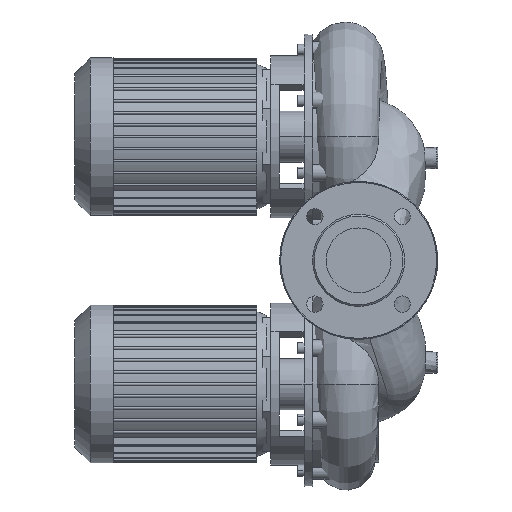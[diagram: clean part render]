
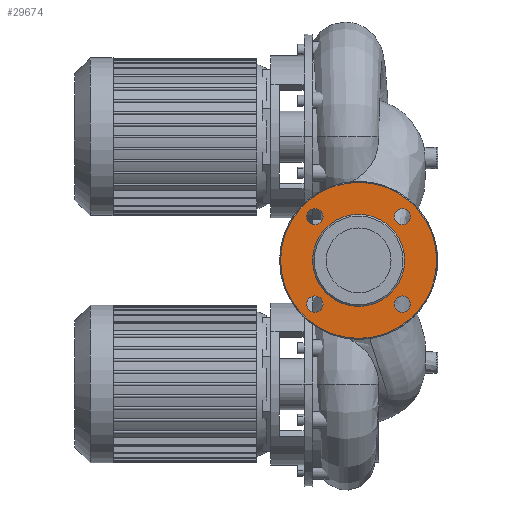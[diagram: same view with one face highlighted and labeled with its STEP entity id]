
A CAD part, left-side view. The second image highlights one B-rep face of the part: STEP entity #29674.
In plain terms, the highlighted free-form (B-spline) face has degree [1, 1] with [2, 2] control points.
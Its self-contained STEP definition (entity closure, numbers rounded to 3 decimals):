
#29053=CARTESIAN_POINT('',(2.,0.,-91.5));
#29054=VERTEX_POINT('',#29053);
#29070=CARTESIAN_POINT('',(2.,0.,91.5));
#29071=VERTEX_POINT('',#29070);
#29079=CARTESIAN_POINT('',(2.,-91.5,0.0));
#29080=VERTEX_POINT('',#29079);
#29081=CARTESIAN_POINT('',(2.,0.,0.0));
#29082=DIRECTION('',(-1.0,0.0,0.0));
#29083=DIRECTION('',(0.0,-1.0,0.0));
#29084=AXIS2_PLACEMENT_3D('',#29081,#29082,#29083);
#29085=CIRCLE('',#29084,91.5);
#29086=EDGE_CURVE('',#29080,#29071,#29085,.T.);
#29088=CARTESIAN_POINT('',(2.,0.,0.0));
#29089=DIRECTION('',(-1.0,0.0,0.0));
#29090=DIRECTION('',(0.0,-1.0,0.0));
#29091=AXIS2_PLACEMENT_3D('',#29088,#29089,#29090);
#29092=CIRCLE('',#29091,91.5);
#29093=EDGE_CURVE('',#29054,#29080,#29092,.T.);
#29124=CARTESIAN_POINT('',(2.,-54.,0.0));
#29125=VERTEX_POINT('',#29124);
#29134=CARTESIAN_POINT('',(2.,54.,0.));
#29135=VERTEX_POINT('',#29134);
#29136=CARTESIAN_POINT('',(2.,0.,0.0));
#29137=DIRECTION('',(-1.0,0.0,0.0));
#29138=DIRECTION('',(0.0,-1.0,0.0));
#29139=AXIS2_PLACEMENT_3D('',#29136,#29137,#29138);
#29140=CIRCLE('',#29139,54.);
#29141=EDGE_CURVE('',#29125,#29135,#29140,.T.);
#29187=CARTESIAN_POINT('',(2.,-51.265,41.765));
#29188=VERTEX_POINT('',#29187);
#29197=CARTESIAN_POINT('',(2.,-51.265,60.765));
#29198=VERTEX_POINT('',#29197);
#29199=CARTESIAN_POINT('',(2.,-51.265,51.265));
#29200=DIRECTION('',(-1.0,0.0,0.0));
#29201=DIRECTION('',(0.0,0.0,-1.0));
#29202=AXIS2_PLACEMENT_3D('',#29199,#29200,#29201);
#29203=CIRCLE('',#29202,9.5);
#29204=EDGE_CURVE('',#29188,#29198,#29203,.T.);
#29250=CARTESIAN_POINT('',(2.,41.765,51.265));
#29251=VERTEX_POINT('',#29250);
#29260=CARTESIAN_POINT('',(2.,60.765,51.265));
#29261=VERTEX_POINT('',#29260);
#29262=CARTESIAN_POINT('',(2.,51.265,51.265));
#29263=DIRECTION('',(-1.0,0.0,0.0));
#29264=DIRECTION('',(0.0,-1.0,0.0));
#29265=AXIS2_PLACEMENT_3D('',#29262,#29263,#29264);
#29266=CIRCLE('',#29265,9.5);
#29267=EDGE_CURVE('',#29251,#29261,#29266,.T.);
#29313=CARTESIAN_POINT('',(2.,51.265,-41.765));
#29314=VERTEX_POINT('',#29313);
#29323=CARTESIAN_POINT('',(2.,51.265,-60.765));
#29324=VERTEX_POINT('',#29323);
#29325=CARTESIAN_POINT('',(2.,51.265,-51.265));
#29326=DIRECTION('',(-1.0,0.0,0.0));
#29327=DIRECTION('',(0.0,0.0,1.0));
#29328=AXIS2_PLACEMENT_3D('',#29325,#29326,#29327);
#29329=CIRCLE('',#29328,9.5);
#29330=EDGE_CURVE('',#29314,#29324,#29329,.T.);
#29376=CARTESIAN_POINT('',(2.,-41.765,-51.265));
#29377=VERTEX_POINT('',#29376);
#29386=CARTESIAN_POINT('',(2.,-60.765,-51.265));
#29387=VERTEX_POINT('',#29386);
#29388=CARTESIAN_POINT('',(2.,-51.265,-51.265));
#29389=DIRECTION('',(-1.0,0.0,0.0));
#29390=DIRECTION('',(0.0,1.0,0.0));
#29391=AXIS2_PLACEMENT_3D('',#29388,#29389,#29390);
#29392=CIRCLE('',#29391,9.5);
#29393=EDGE_CURVE('',#29377,#29387,#29392,.T.);
#29448=CARTESIAN_POINT('',(2.,-51.265,-51.265));
#29449=DIRECTION('',(-1.0,0.0,0.0));
#29450=DIRECTION('',(0.0,1.0,0.0));
#29451=AXIS2_PLACEMENT_3D('',#29448,#29449,#29450);
#29452=CIRCLE('',#29451,9.5);
#29453=EDGE_CURVE('',#29387,#29377,#29452,.T.);
#29493=CARTESIAN_POINT('',(2.,51.265,-51.265));
#29494=DIRECTION('',(-1.0,0.0,0.0));
#29495=DIRECTION('',(0.0,0.0,1.0));
#29496=AXIS2_PLACEMENT_3D('',#29493,#29494,#29495);
#29497=CIRCLE('',#29496,9.5);
#29498=EDGE_CURVE('',#29324,#29314,#29497,.T.);
#29538=CARTESIAN_POINT('',(2.,51.265,51.265));
#29539=DIRECTION('',(-1.0,0.0,0.0));
#29540=DIRECTION('',(0.0,-1.0,0.0));
#29541=AXIS2_PLACEMENT_3D('',#29538,#29539,#29540);
#29542=CIRCLE('',#29541,9.5);
#29543=EDGE_CURVE('',#29261,#29251,#29542,.T.);
#29583=CARTESIAN_POINT('',(2.,-51.265,51.265));
#29584=DIRECTION('',(-1.0,0.0,0.0));
#29585=DIRECTION('',(0.0,0.0,-1.0));
#29586=AXIS2_PLACEMENT_3D('',#29583,#29584,#29585);
#29587=CIRCLE('',#29586,9.5);
#29588=EDGE_CURVE('',#29198,#29188,#29587,.T.);
#29628=CARTESIAN_POINT('',(2.,0.,0.0));
#29629=DIRECTION('',(-1.0,0.0,0.0));
#29630=DIRECTION('',(0.0,-1.0,0.0));
#29631=AXIS2_PLACEMENT_3D('',#29628,#29629,#29630);
#29632=CIRCLE('',#29631,54.);
#29633=EDGE_CURVE('',#29135,#29125,#29632,.T.);
#29638=CARTESIAN_POINT('',(2.,-91.5,-91.5));
#29639=CARTESIAN_POINT('',(2.,-91.5,91.5));
#29640=CARTESIAN_POINT('',(2.,91.5,-91.5));
#29641=CARTESIAN_POINT('',(2.,91.5,91.5));
#29642=B_SPLINE_SURFACE_WITH_KNOTS('',1,1,((#29638,#29640),(#29639,#29641)),.UNSPECIFIED.,.F.,.F.,.U.,(2,2),(2,2),(0.0,183.),(0.0,183.),.UNSPECIFIED.);
#29643=ORIENTED_EDGE('',*,*,#29086,.T.);
#29644=CARTESIAN_POINT('',(2.,0.,0.0));
#29645=DIRECTION('',(-1.0,0.0,0.0));
#29646=DIRECTION('',(0.0,-1.0,0.0));
#29647=AXIS2_PLACEMENT_3D('',#29644,#29645,#29646);
#29648=CIRCLE('',#29647,91.5);
#29649=EDGE_CURVE('',#29071,#29054,#29648,.T.);
#29650=ORIENTED_EDGE('',*,*,#29649,.T.);
#29651=ORIENTED_EDGE('',*,*,#29093,.T.);
#29652=EDGE_LOOP('',(#29643,#29650,#29651));
#29653=FACE_OUTER_BOUND('',#29652,.T.);
#29654=ORIENTED_EDGE('',*,*,#29453,.F.);
#29655=ORIENTED_EDGE('',*,*,#29393,.F.);
#29656=EDGE_LOOP('',(#29654,#29655));
#29657=FACE_BOUND('',#29656,.T.);
#29658=ORIENTED_EDGE('',*,*,#29498,.F.);
#29659=ORIENTED_EDGE('',*,*,#29330,.F.);
#29660=EDGE_LOOP('',(#29658,#29659));
#29661=FACE_BOUND('',#29660,.T.);
#29662=ORIENTED_EDGE('',*,*,#29543,.F.);
#29663=ORIENTED_EDGE('',*,*,#29267,.F.);
#29664=EDGE_LOOP('',(#29662,#29663));
#29665=FACE_BOUND('',#29664,.T.);
#29666=ORIENTED_EDGE('',*,*,#29588,.F.);
#29667=ORIENTED_EDGE('',*,*,#29204,.F.);
#29668=EDGE_LOOP('',(#29666,#29667));
#29669=FACE_BOUND('',#29668,.T.);
#29670=ORIENTED_EDGE('',*,*,#29141,.F.);
#29671=ORIENTED_EDGE('',*,*,#29633,.F.);
#29672=EDGE_LOOP('',(#29670,#29671));
#29673=FACE_BOUND('',#29672,.T.);
#29674=ADVANCED_FACE('',(#29653,#29657,#29661,#29665,#29669,#29673),#29642,.T.);
